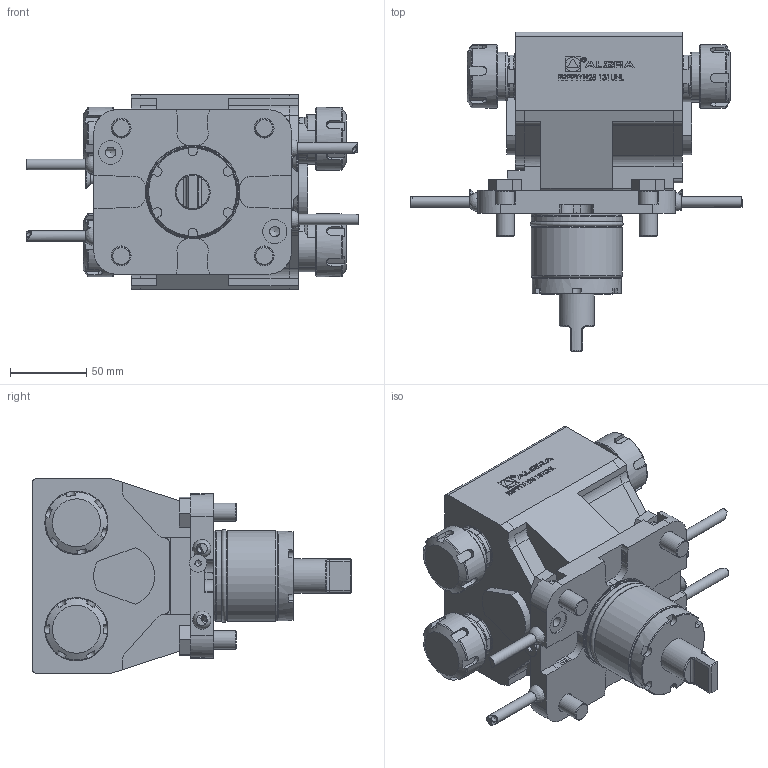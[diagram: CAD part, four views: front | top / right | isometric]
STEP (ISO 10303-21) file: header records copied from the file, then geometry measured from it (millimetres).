
FILE_DESCRIPTION (( 'STEP AP214' ), '1' );
FILE_NAME ('RRPPTYH25131UNL.STEP', '2025-07-10T12:45:48', ( '' ), ( '' ), 'SwSTEP 2.0', 'SolidWorks 2023', '' );
FILE_SCHEMA (( 'AUTOMOTIVE_DESIGN' ));
Length unit declared in the file: millimetre
Products named in the file (1): RRPPTYH25131UNL
Bounding box: 218.3 x 210 x 128 mm (x, y, z)
Volume: 1763095.9 mm3; surface area: 154473.1 mm2
Topology: 5 solids, 11 shells, 980 faces, 2602 edges, 1716 vertices
Faces by surface type: plane 579, cylinder 215, cone 64, bspline 62, torus 55, sphere 5
Full cylindrical faces by diameter (mm): 2.55 x1, 3.15 x1, 4 x4, 5 x1, 6 x3, 6.8 x2, 7 x4, 9.55 x1, 11.57 x3, 12 x4, 13 x4, 23 x1, 32 x2, 37 x1, 37.2 x1, 41 x1, 41.2 x1, 41.5 x4, 45 x1, 45.2 x1, 47 x1, 49 x1, 49.2 x1, 55.2 x1, 58.7 x1, 59.5 x1, 59.8 x1, 59.9 x1
Entity records: 37800 total; most frequent: CARTESIAN_POINT 11391, ORIENTED_EDGE 4896, DIRECTION 4388, EDGE_CURVE 2448, VERTEX_POINT 1664, AXIS2_PLACEMENT_3D 1479, VECTOR 1430, LINE 1430
